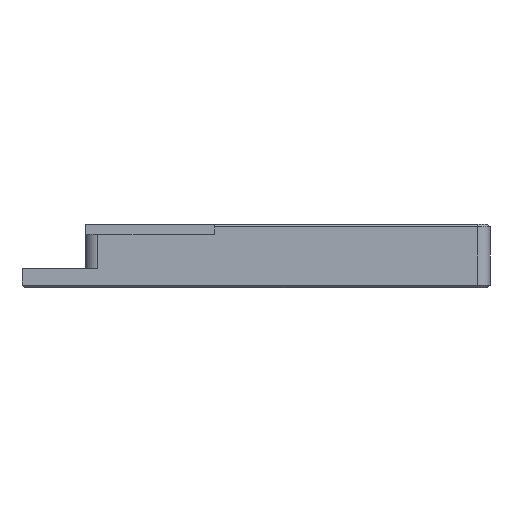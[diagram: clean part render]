
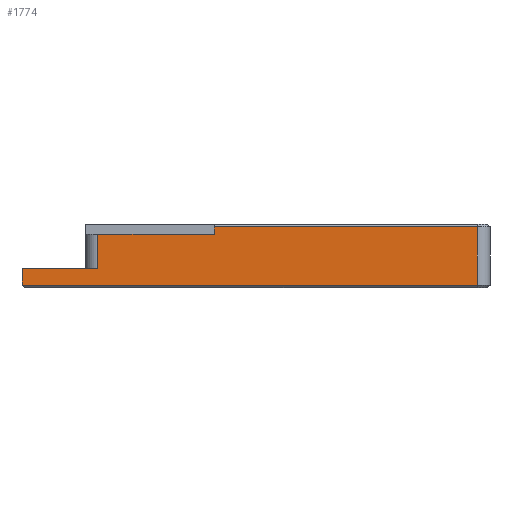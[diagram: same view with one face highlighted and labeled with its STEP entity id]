
A CAD part, left-side view. The second image highlights one B-rep face of the part: STEP entity #1774.
In plain terms, the highlighted planar face has unit normal (-1, 0, 0).
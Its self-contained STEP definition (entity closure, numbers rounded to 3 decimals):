
#14 = EDGE_CURVE ( 'NONE', #1247, #761, #1466, .T. ) ;
#31 = CARTESIAN_POINT ( 'NONE',  ( -128., 3.3, 4.8 ) ) ;
#67 = VECTOR ( 'NONE', #1226, 1000. ) ;
#111 = DIRECTION ( 'NONE',  ( 0., -1., 0. ) ) ;
#115 = CARTESIAN_POINT ( 'NONE',  ( -128., -17.5, 4.8 ) ) ;
#121 = CARTESIAN_POINT ( 'NONE',  ( -128., 18.5, 1.5 ) ) ;
#164 = VECTOR ( 'NONE', #1850, 1000. ) ;
#218 = EDGE_CURVE ( 'NONE', #996, #619, #1393, .T. ) ;
#226 = CARTESIAN_POINT ( 'NONE',  ( -128., 12.5, 4.2 ) ) ;
#244 = DIRECTION ( 'NONE',  ( 0., 1., 0. ) ) ;
#269 = EDGE_LOOP ( 'NONE', ( #1998, #1706, #1547, #1100, #283, #999, #1082, #1932 ) ) ;
#283 = ORIENTED_EDGE ( 'NONE', *, *, #1413, .F. ) ;
#335 = VERTEX_POINT ( 'NONE', #226 ) ;
#440 = LINE ( 'NONE', #121, #1656 ) ;
#456 = CARTESIAN_POINT ( 'NONE',  ( -128., 18.5, 1.5 ) ) ;
#551 = DIRECTION ( 'NONE',  ( 0., 1., 0. ) ) ;
#552 = CARTESIAN_POINT ( 'NONE',  ( -128., -18.5, 0.2 ) ) ;
#563 = VECTOR ( 'NONE', #1880, 1000. ) ;
#587 = CARTESIAN_POINT ( 'NONE',  ( -128., 18.5, 5. ) ) ;
#607 = LINE ( 'NONE', #739, #67 ) ;
#619 = VERTEX_POINT ( 'NONE', #1120 ) ;
#703 = CARTESIAN_POINT ( 'NONE',  ( -128., 3.3, 4.8 ) ) ;
#739 = CARTESIAN_POINT ( 'NONE',  ( -128., -17.5, 5. ) ) ;
#761 = VERTEX_POINT ( 'NONE', #703 ) ;
#808 = EDGE_CURVE ( 'NONE', #335, #1881, #1586, .T. ) ;
#899 = LINE ( 'NONE', #552, #1564 ) ;
#949 = AXIS2_PLACEMENT_3D ( 'NONE', #1926, #1177, #244 ) ;
#985 = DIRECTION ( 'NONE',  ( 0., 0., 1. ) ) ;
#996 = VERTEX_POINT ( 'NONE', #456 ) ;
#999 = ORIENTED_EDGE ( 'NONE', *, *, #1029, .F. ) ;
#1029 = EDGE_CURVE ( 'NONE', #335, #1828, #1856, .T. ) ;
#1043 = VECTOR ( 'NONE', #1176, 1000. ) ;
#1053 = CARTESIAN_POINT ( 'NONE',  ( -128., -17.5, 0.2 ) ) ;
#1063 = DIRECTION ( 'NONE',  ( 0., -1., 0. ) ) ;
#1082 = ORIENTED_EDGE ( 'NONE', *, *, #808, .T. ) ;
#1100 = ORIENTED_EDGE ( 'NONE', *, *, #14, .T. ) ;
#1120 = CARTESIAN_POINT ( 'NONE',  ( -128., 18.5, 0.2 ) ) ;
#1136 = CARTESIAN_POINT ( 'NONE',  ( -128., 3.3, 4.2 ) ) ;
#1154 = PLANE ( 'NONE',  #949 ) ;
#1155 = VERTEX_POINT ( 'NONE', #1053 ) ;
#1176 = DIRECTION ( 'NONE',  ( 0., 0., -1. ) ) ;
#1177 = DIRECTION ( 'NONE',  ( 1., 0., 0. ) ) ;
#1226 = DIRECTION ( 'NONE',  ( 0., 0., 1. ) ) ;
#1237 = EDGE_CURVE ( 'NONE', #619, #1155, #899, .T. ) ;
#1247 = VERTEX_POINT ( 'NONE', #115 ) ;
#1324 = CARTESIAN_POINT ( 'NONE',  ( -128., 3.3, 4.2 ) ) ;
#1340 = LINE ( 'NONE', #1324, #1594 ) ;
#1393 = LINE ( 'NONE', #587, #164 ) ;
#1413 = EDGE_CURVE ( 'NONE', #1828, #761, #1340, .T. ) ;
#1466 = LINE ( 'NONE', #31, #1690 ) ;
#1546 = EDGE_CURVE ( 'NONE', #996, #1881, #440, .T. ) ;
#1547 = ORIENTED_EDGE ( 'NONE', *, *, #1565, .T. ) ;
#1564 = VECTOR ( 'NONE', #1063, 1000. ) ;
#1565 = EDGE_CURVE ( 'NONE', #1155, #1247, #607, .T. ) ;
#1586 = LINE ( 'NONE', #1933, #1043 ) ;
#1594 = VECTOR ( 'NONE', #985, 1000. ) ;
#1656 = VECTOR ( 'NONE', #111, 1000. ) ;
#1690 = VECTOR ( 'NONE', #551, 1000. ) ;
#1706 = ORIENTED_EDGE ( 'NONE', *, *, #1237, .T. ) ;
#1774 = ADVANCED_FACE ( 'NONE', ( #1935 ), #1154, .F. ) ;
#1827 = CARTESIAN_POINT ( 'NONE',  ( -128., 12.5, 1.5 ) ) ;
#1828 = VERTEX_POINT ( 'NONE', #1136 ) ;
#1850 = DIRECTION ( 'NONE',  ( 0., 0., -1. ) ) ;
#1856 = LINE ( 'NONE', #1866, #563 ) ;
#1866 = CARTESIAN_POINT ( 'NONE',  ( -128., 13.5, 4.2 ) ) ;
#1880 = DIRECTION ( 'NONE',  ( 0., -1., 0. ) ) ;
#1881 = VERTEX_POINT ( 'NONE', #1827 ) ;
#1926 = CARTESIAN_POINT ( 'NONE',  ( -128., -18.5, 5. ) ) ;
#1932 = ORIENTED_EDGE ( 'NONE', *, *, #1546, .F. ) ;
#1933 = CARTESIAN_POINT ( 'NONE',  ( -128., 12.5, 5. ) ) ;
#1935 = FACE_OUTER_BOUND ( 'NONE', #269, .T. ) ;
#1998 = ORIENTED_EDGE ( 'NONE', *, *, #218, .T. ) ;
